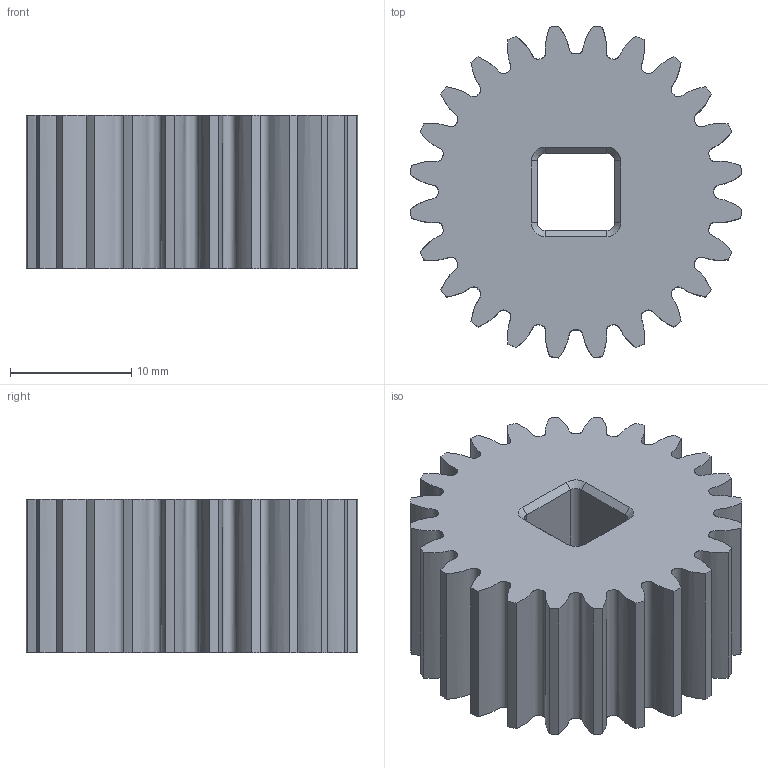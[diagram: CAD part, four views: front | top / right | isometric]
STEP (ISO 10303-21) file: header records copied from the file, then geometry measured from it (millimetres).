
FILE_DESCRIPTION (( 'STEP AP214' ), '1' );
FILE_NAME ('276-7572-001 Rev4.STEP', '2021-01-07T22:43:09', ( '' ), ( '' ), 'SwSTEP 2.0', 'SolidWorks 2019', '' );
FILE_SCHEMA (( 'AUTOMOTIVE_DESIGN' ));
Length unit declared in the file: millimetre
Products named in the file (1): 276-7572-001 Rev4
Bounding box: 27.37 x 27.37 x 12.7 mm (x, y, z)
Volume: 5847.2 mm3; surface area: 3198.6 mm2
Topology: 1 solids, 1 shells, 74 faces, 200 edges, 128 vertices
Faces by surface type: cylinder 28, bspline 24, plane 14, cone 8
Entity records: 9894 total; most frequent: CARTESIAN_POINT 8107, ORIENTED_EDGE 400, DIRECTION 318, EDGE_CURVE 200, VERTEX_POINT 128, AXIS2_PLACEMENT_3D 115, VECTOR 88, LINE 88
